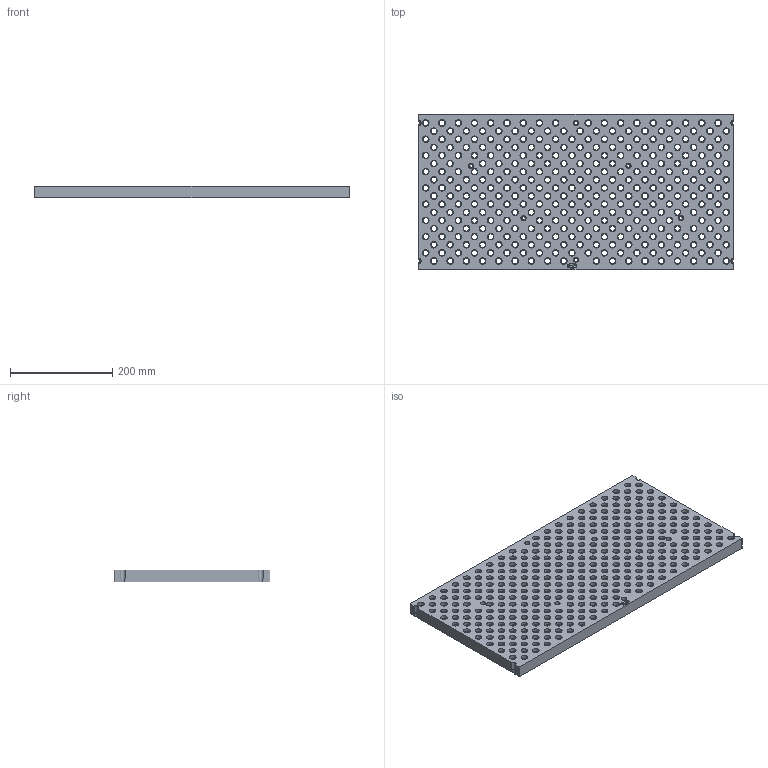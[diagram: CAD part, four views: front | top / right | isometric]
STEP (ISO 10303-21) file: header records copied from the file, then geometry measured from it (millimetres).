
FILE_DESCRIPTION(/* description */ (''),/* implementation_level */ '2;1');
FILE_NAME(/* name */ '_Shapeoko 5.step',/* time_stamp */ '2023-05-04T14:46:30-04:00',/* author */ (''),/* organization */ (''),/* preprocessor_version */ 'ST-DEVELOPER v19.2',/* originating_system */ 'Autodesk Translation Framework v12.4.0.73',/* authorisation */ '');
FILE_SCHEMA (('AUTOMOTIVE_DESIGN { 1 0 10303 214 3 1 1 }'));
Length unit declared in the file: inch
Products named in the file (2): _Shapeoko 5 CAD Master; 26x12 INCH v8
Assembly tree (1 placements, depth 2):
  _Shapeoko 5 CAD Master
    26x12 INCH v8
Bounding box: 615.5 x 303.53 x 23.37 mm (x, y, z)
Volume: 3557866.4 mm3; surface area: 638383.6 mm2
Topology: 1 solids, 1 shells, 1165 faces, 2451 edges, 1634 vertices
Faces by surface type: cylinder 717, plane 367, bspline 81
Full cylindrical faces by diameter (mm): 6.25 x6, 10.25 x6, 10.808 x336, 12.7 x336
Entity records: 35379 total; most frequent: CARTESIAN_POINT 7901, DIRECTION 5897, ORIENTED_EDGE 4902, AXIS2_PLACEMENT_3D 2521, EDGE_CURVE 2451, EDGE_LOOP 2195, VERTEX_POINT 1634, CIRCLE 1434
